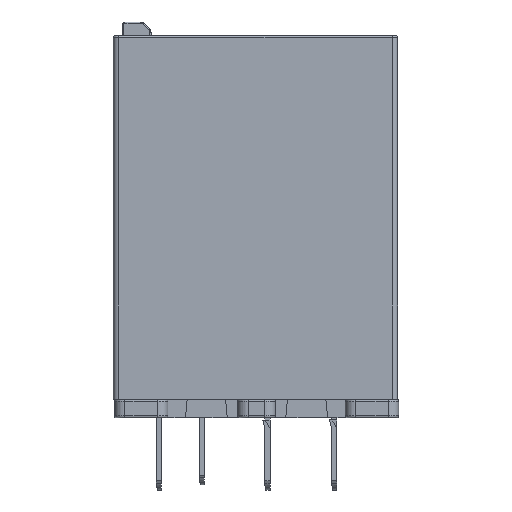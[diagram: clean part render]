
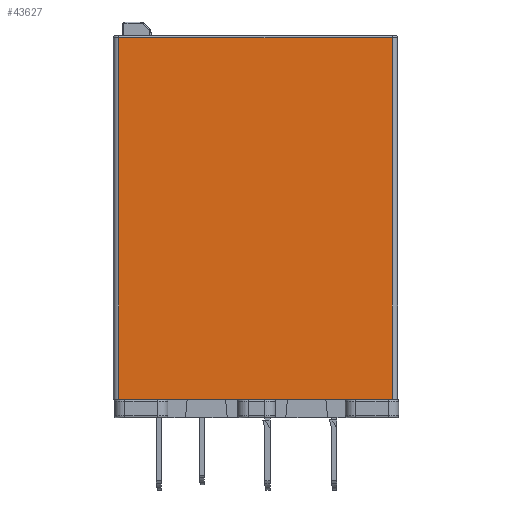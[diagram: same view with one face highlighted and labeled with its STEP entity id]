
A CAD part, left-side view. The second image highlights one B-rep face of the part: STEP entity #43627.
In plain terms, the highlighted planar face has unit normal (-1, 0, 0).
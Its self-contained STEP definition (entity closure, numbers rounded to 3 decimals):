
#4722 = VERTEX_POINT ( 'NONE', #46138 ) ;
#6011 = ORIENTED_EDGE ( 'NONE', *, *, #71095, .T. ) ;
#7702 = EDGE_CURVE ( 'NONE', #4722, #13751, #66431, .T. ) ;
#11598 = EDGE_LOOP ( 'NONE', ( #69901, #58218, #6011, #14260 ) ) ;
#12727 = CARTESIAN_POINT ( 'NONE',  ( 0., -0.1, 1.8 ) ) ;
#12898 = EDGE_CURVE ( 'NONE', #4722, #71448, #37817, .T. ) ;
#13751 = VERTEX_POINT ( 'NONE', #68770 ) ;
#14260 = ORIENTED_EDGE ( 'NONE', *, *, #12898, .F. ) ;
#17715 = CARTESIAN_POINT ( 'NONE',  ( 0., 27.1, 1.8 ) ) ;
#17838 = LINE ( 'NONE', #81224, #97699 ) ;
#27560 = DIRECTION ( 'NONE',  ( 0., 0., 1. ) ) ;
#34682 = DIRECTION ( 'NONE',  ( 0., 0., -1. ) ) ;
#36789 = DIRECTION ( 'NONE',  ( 0., 1., 0. ) ) ;
#37817 = LINE ( 'NONE', #98709, #51886 ) ;
#41911 = EDGE_CURVE ( 'NONE', #13751, #98015, #100429, .T. ) ;
#43627 = ADVANCED_FACE ( 'NONE', ( #50605 ), #75640, .F. ) ;
#46138 = CARTESIAN_POINT ( 'NONE',  ( 0., 0.9, 1.8 ) ) ;
#46186 = CARTESIAN_POINT ( 'NONE',  ( 0., 27.1, 36.4 ) ) ;
#50605 = FACE_OUTER_BOUND ( 'NONE', #11598, .T. ) ;
#51886 = VECTOR ( 'NONE', #36789, 1000. ) ;
#58218 = ORIENTED_EDGE ( 'NONE', *, *, #41911, .T. ) ;
#61034 = VECTOR ( 'NONE', #93744, 1000. ) ;
#65482 = AXIS2_PLACEMENT_3D ( 'NONE', #12727, #83308, #74130 ) ;
#66431 = LINE ( 'NONE', #75116, #77826 ) ;
#68770 = CARTESIAN_POINT ( 'NONE',  ( 0., 0.9, 36.4 ) ) ;
#69901 = ORIENTED_EDGE ( 'NONE', *, *, #7702, .T. ) ;
#71095 = EDGE_CURVE ( 'NONE', #98015, #71448, #17838, .T. ) ;
#71448 = VERTEX_POINT ( 'NONE', #17715 ) ;
#74130 = DIRECTION ( 'NONE',  ( 0., -1., 0. ) ) ;
#75116 = CARTESIAN_POINT ( 'NONE',  ( 0., 0.9, 36.6 ) ) ;
#75640 = PLANE ( 'NONE',  #65482 ) ;
#77826 = VECTOR ( 'NONE', #27560, 1000. ) ;
#81224 = CARTESIAN_POINT ( 'NONE',  ( 0., 27.1, 1.8 ) ) ;
#83308 = DIRECTION ( 'NONE',  ( 1., 0., 0. ) ) ;
#93744 = DIRECTION ( 'NONE',  ( 0., 1., 0. ) ) ;
#97649 = CARTESIAN_POINT ( 'NONE',  ( 0., 27.1, 36.4 ) ) ;
#97699 = VECTOR ( 'NONE', #34682, 1000. ) ;
#98015 = VERTEX_POINT ( 'NONE', #97649 ) ;
#98709 = CARTESIAN_POINT ( 'NONE',  ( 0., -0.1, 1.8 ) ) ;
#100429 = LINE ( 'NONE', #46186, #61034 ) ;
